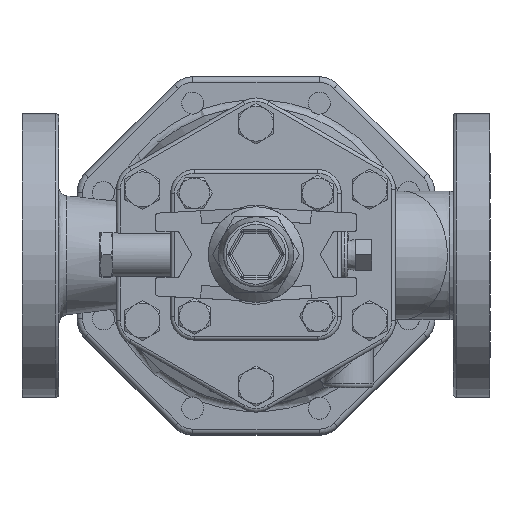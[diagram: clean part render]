
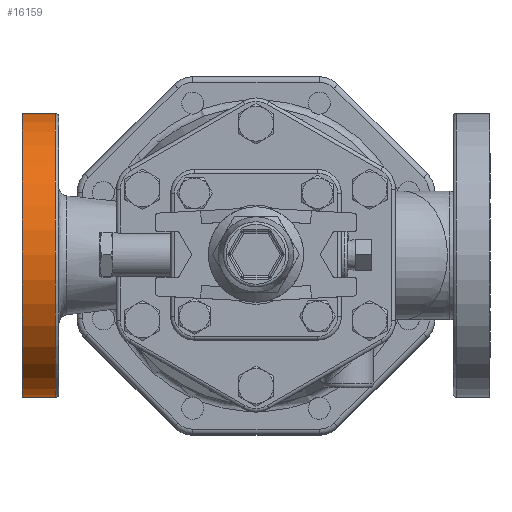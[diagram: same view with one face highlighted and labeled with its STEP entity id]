
A CAD part, top view. The second image highlights one B-rep face of the part: STEP entity #16159.
In plain terms, the highlighted cylindrical face has radius 77.5 mm (diameter 155 mm), a full revolution.
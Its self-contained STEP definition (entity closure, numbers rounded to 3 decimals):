
#3257=FACE_BOUND('',#5369,.T.);
#4162=FACE_OUTER_BOUND('',#5368,.T.);
#5368=EDGE_LOOP('',(#13703));
#5369=EDGE_LOOP('',(#13704));
#6361=CIRCLE('',#17745,77.5);
#6366=CIRCLE('',#17751,77.5);
#7828=VERTEX_POINT('',#38170);
#7833=VERTEX_POINT('',#38181);
#9922=EDGE_CURVE('',#7828,#7828,#6361,.T.);
#9927=EDGE_CURVE('',#7833,#7833,#6366,.T.);
#13703=ORIENTED_EDGE('',*,*,#9927,.F.);
#13704=ORIENTED_EDGE('',*,*,#9922,.T.);
#15255=CYLINDRICAL_SURFACE('',#17750,77.5);
#16159=ADVANCED_FACE('',(#4162,#3257),#15255,.T.);
#17745=AXIS2_PLACEMENT_3D('',#38171,#21591,#21592);
#17750=AXIS2_PLACEMENT_3D('',#38180,#21601,#21602);
#17751=AXIS2_PLACEMENT_3D('',#38182,#21603,#21604);
#21591=DIRECTION('center_axis',(1.,0.,0.));
#21592=DIRECTION('ref_axis',(0.,0.,-1.));
#21601=DIRECTION('center_axis',(1.,0.,0.));
#21602=DIRECTION('ref_axis',(0.,0.,-1.));
#21603=DIRECTION('center_axis',(1.,0.,0.));
#21604=DIRECTION('ref_axis',(0.,0.,-1.));
#38170=CARTESIAN_POINT('',(-127.5,0.,348.5));
#38171=CARTESIAN_POINT('Origin',(-127.5,0.,271.));
#38180=CARTESIAN_POINT('Origin',(-127.5,0.,271.));
#38181=CARTESIAN_POINT('',(-109.5,0.,348.5));
#38182=CARTESIAN_POINT('Origin',(-109.5,0.,271.));
